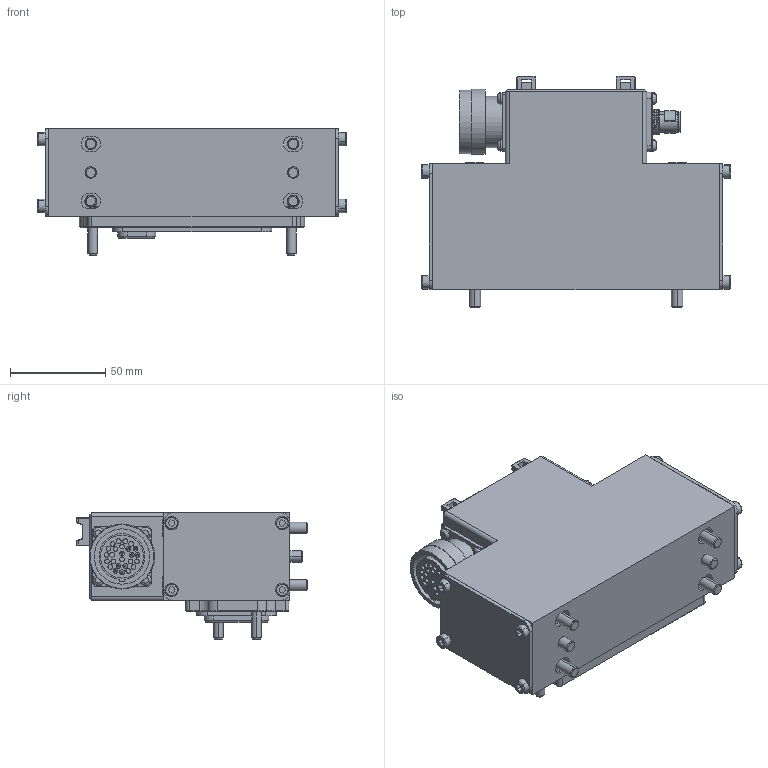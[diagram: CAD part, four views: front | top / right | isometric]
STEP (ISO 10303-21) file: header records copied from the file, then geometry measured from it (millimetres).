
FILE_DESCRIPTION (( 'STEP AP203' ), '1' );
FILE_NAME ('P6781.STEP', '2018-11-30T14:21:06', ( 'rsp' ), ( 'Hewlett-Packard Company' ), 'SwSTEP 2.0', 'SolidWorks 2017', '' );
FILE_SCHEMA (( 'CONFIG_CONTROL_DESIGN' ));
Products named in the file (1): P6781
Bounding box: 162 x 121.4 x 66.4 mm (x, y, z)
Volume: 621146.8 mm3; surface area: 143579.7 mm2
Topology: 92 solids, 93 shells, 1933 faces, 4519 edges, 2890 vertices
Faces by surface type: plane 783, cylinder 735, bspline 207, cone 128, torus 72, sphere 8
Entity records: 74063 total; most frequent: CARTESIAN_POINT 30249, DIRECTION 8996, ORIENTED_EDGE 8984, EDGE_CURVE 4492, AXIS2_PLACEMENT_3D 3444, VERTEX_POINT 2890, EDGE_LOOP 2242, LINE 2108
